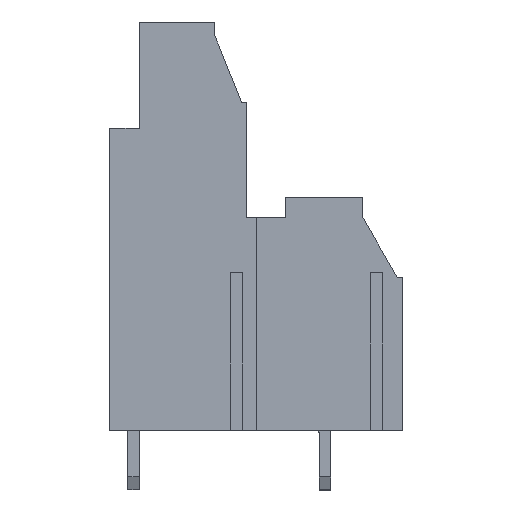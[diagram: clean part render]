
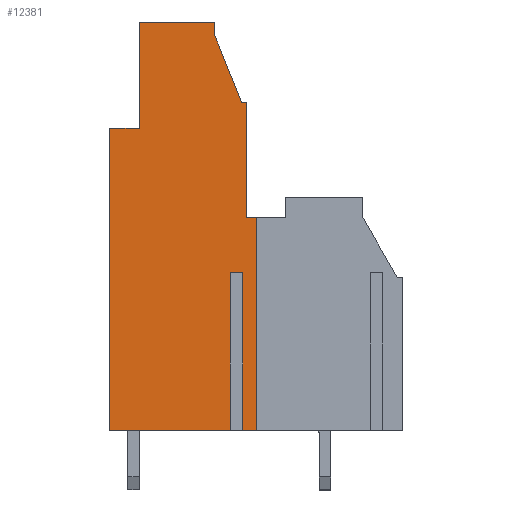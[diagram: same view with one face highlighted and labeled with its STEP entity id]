
A CAD part, top view. The second image highlights one B-rep face of the part: STEP entity #12381.
In plain terms, the highlighted planar face has unit normal (0, 0, 1).
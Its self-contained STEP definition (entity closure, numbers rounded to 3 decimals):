
#1087=ORIENTED_EDGE('',*,*,#3542,.T.);
#1088=ORIENTED_EDGE('',*,*,#3537,.F.);
#1089=ORIENTED_EDGE('',*,*,#3477,.T.);
#1090=ORIENTED_EDGE('',*,*,#3541,.T.);
#1091=ORIENTED_EDGE('',*,*,#3543,.T.);
#1092=ORIENTED_EDGE('',*,*,#3544,.F.);
#1093=ORIENTED_EDGE('',*,*,#3545,.T.);
#1094=ORIENTED_EDGE('',*,*,#3517,.T.);
#1095=ORIENTED_EDGE('',*,*,#3473,.T.);
#1096=ORIENTED_EDGE('',*,*,#3470,.T.);
#1097=ORIENTED_EDGE('',*,*,#3467,.T.);
#1098=ORIENTED_EDGE('',*,*,#3452,.T.);
#1099=ORIENTED_EDGE('',*,*,#3512,.T.);
#1100=ORIENTED_EDGE('',*,*,#3546,.T.);
#1101=ORIENTED_EDGE('',*,*,#3534,.T.);
#3452=EDGE_CURVE('',#4711,#4710,#5654,.T.);
#3467=EDGE_CURVE('',#4725,#4711,#5657,.T.);
#3470=EDGE_CURVE('',#4727,#4725,#5660,.T.);
#3473=EDGE_CURVE('',#4729,#4727,#5663,.T.);
#3477=EDGE_CURVE('',#4733,#4732,#5667,.T.);
#3512=EDGE_CURVE('',#4710,#4747,#5702,.T.);
#3517=EDGE_CURVE('',#4748,#4729,#5707,.T.);
#3534=EDGE_CURVE('',#4756,#4757,#5724,.T.);
#3537=EDGE_CURVE('',#4733,#4759,#5727,.T.);
#3541=EDGE_CURVE('',#4732,#4761,#5731,.T.);
#3542=EDGE_CURVE('',#4757,#4759,#5732,.T.);
#3543=EDGE_CURVE('',#4761,#4762,#5733,.T.);
#3544=EDGE_CURVE('',#4763,#4762,#5734,.T.);
#3545=EDGE_CURVE('',#4763,#4748,#5735,.T.);
#3546=EDGE_CURVE('',#4747,#4756,#5736,.T.);
#4710=VERTEX_POINT('',#16743);
#4711=VERTEX_POINT('',#16745);
#4725=VERTEX_POINT('',#16805);
#4727=VERTEX_POINT('',#16811);
#4729=VERTEX_POINT('',#16817);
#4732=VERTEX_POINT('',#16824);
#4733=VERTEX_POINT('',#16826);
#4747=VERTEX_POINT('',#16896);
#4748=VERTEX_POINT('',#16902);
#4756=VERTEX_POINT('',#16935);
#4757=VERTEX_POINT('',#16937);
#4759=VERTEX_POINT('',#16942);
#4761=VERTEX_POINT('',#16951);
#4762=VERTEX_POINT('',#16956);
#4763=VERTEX_POINT('',#16958);
#5654=LINE('',#16744,#6790);
#5657=LINE('',#16804,#6793);
#5660=LINE('',#16810,#6796);
#5663=LINE('',#16816,#6799);
#5667=LINE('',#16825,#6803);
#5702=LINE('',#16897,#6838);
#5707=LINE('',#16905,#6843);
#5724=LINE('',#16938,#6860);
#5727=LINE('',#16944,#6863);
#5731=LINE('',#16952,#6867);
#5732=LINE('',#16954,#6868);
#5733=LINE('',#16955,#6869);
#5734=LINE('',#16957,#6870);
#5735=LINE('',#16959,#6871);
#5736=LINE('',#16960,#6872);
#6790=VECTOR('',#14033,1000.);
#6793=VECTOR('',#14066,1000.);
#6796=VECTOR('',#14071,1000.);
#6799=VECTOR('',#14076,1000.);
#6803=VECTOR('',#14082,1000.);
#6838=VECTOR('',#14161,1000.);
#6843=VECTOR('',#14168,1000.);
#6860=VECTOR('',#14201,1000.);
#6863=VECTOR('',#14206,1000.);
#6867=VECTOR('',#14214,1000.);
#6868=VECTOR('',#14217,1000.);
#6869=VECTOR('',#14218,1000.);
#6870=VECTOR('',#14219,1000.);
#6871=VECTOR('',#14220,1000.);
#6872=VECTOR('',#14221,1000.);
#7629=EDGE_LOOP('',(#1087,#1088,#1089,#1090,#1091,#1092,#1093,#1094,#1095,
#1096,#1097,#1098,#1099,#1100,#1101));
#8201=FACE_BOUND('',#7629,.T.);
#8739=PLANE('',#12885);
#12381=ADVANCED_FACE('',(#8201),#8739,.T.);
#12885=AXIS2_PLACEMENT_3D('',#16953,#14215,#14216);
#14033=DIRECTION('',(-1.,0.,0.));
#14066=DIRECTION('',(0.,1.,0.));
#14071=DIRECTION('',(-0.375,0.927,0.));
#14076=DIRECTION('',(-1.,0.,0.));
#14082=DIRECTION('',(1.,0.,0.));
#14161=DIRECTION('',(0.,-1.,0.));
#14168=DIRECTION('',(0.,1.,0.));
#14201=DIRECTION('',(0.,-1.,0.));
#14206=DIRECTION('',(0.,-1.,0.));
#14214=DIRECTION('',(0.,-1.,0.));
#14215=DIRECTION('',(0.,0.,1.));
#14216=DIRECTION('',(1.,0.,0.));
#14217=DIRECTION('',(1.,0.,0.));
#14218=DIRECTION('',(1.,0.,0.));
#14219=DIRECTION('',(0.,-1.,0.));
#14220=DIRECTION('',(-1.,0.,0.));
#14221=DIRECTION('',(-1.,0.,0.));
#16743=CARTESIAN_POINT('',(-9.,15.75,17.5));
#16744=CARTESIAN_POINT('',(-9.,15.75,17.5));
#16745=CARTESIAN_POINT('',(-3.2,15.75,17.5));
#16804=CARTESIAN_POINT('',(-3.2,14.75,17.5));
#16805=CARTESIAN_POINT('',(-3.2,14.75,17.5));
#16810=CARTESIAN_POINT('',(-3.2,14.75,17.5));
#16811=CARTESIAN_POINT('',(-1.099,9.55,17.5));
#16816=CARTESIAN_POINT('',(-1.099,9.55,17.5));
#16817=CARTESIAN_POINT('',(-0.7,9.55,17.5));
#16824=CARTESIAN_POINT('',(-1.311,-3.6,17.5));
#16825=CARTESIAN_POINT('',(-1.709,-3.6,17.5));
#16826=CARTESIAN_POINT('',(-1.709,-3.6,17.5));
#16896=CARTESIAN_POINT('',(-9.,7.55,17.5));
#16897=CARTESIAN_POINT('',(-9.,7.55,17.5));
#16902=CARTESIAN_POINT('',(-0.7,0.65,17.5));
#16905=CARTESIAN_POINT('',(-0.7,0.65,17.5));
#16935=CARTESIAN_POINT('',(-11.3,7.55,17.5));
#16937=CARTESIAN_POINT('',(-11.3,-15.75,17.5));
#16938=CARTESIAN_POINT('',(-11.3,-15.75,17.5));
#16942=CARTESIAN_POINT('',(-1.709,-15.75,17.5));
#16944=CARTESIAN_POINT('',(-1.709,-3.6,17.5));
#16951=CARTESIAN_POINT('',(-1.311,-15.75,17.5));
#16952=CARTESIAN_POINT('',(-1.311,-3.6,17.5));
#16953=CARTESIAN_POINT('',(-11.3,7.55,17.5));
#16954=CARTESIAN_POINT('',(-11.3,-15.75,17.5));
#16955=CARTESIAN_POINT('',(-11.3,-15.75,17.5));
#16956=CARTESIAN_POINT('',(0.,-15.75,17.5));
#16957=CARTESIAN_POINT('',(0.,7.55,17.5));
#16958=CARTESIAN_POINT('',(0.,0.65,17.5));
#16959=CARTESIAN_POINT('',(-0.7,0.65,17.5));
#16960=CARTESIAN_POINT('',(-11.3,7.55,17.5));
